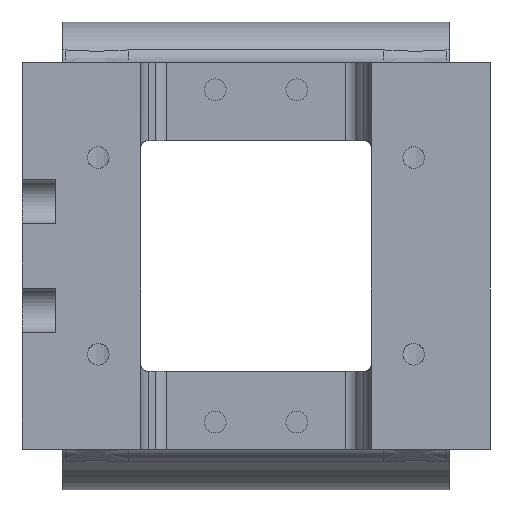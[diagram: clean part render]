
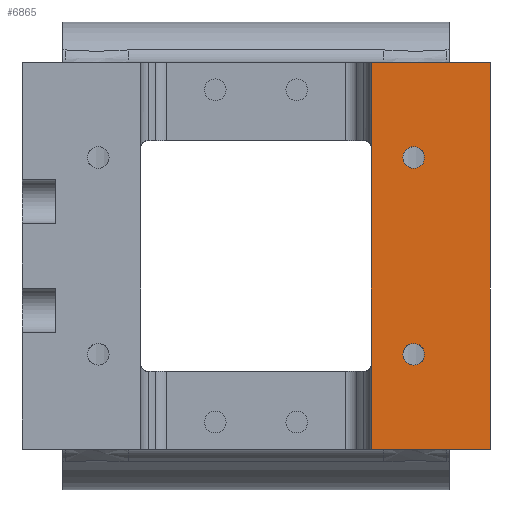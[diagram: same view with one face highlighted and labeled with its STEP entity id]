
A CAD part, front view. The second image highlights one B-rep face of the part: STEP entity #6865.
In plain terms, the highlighted planar face has unit normal (0, -1, 0).
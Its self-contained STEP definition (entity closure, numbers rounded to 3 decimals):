
#159 = FACE_BOUND ( 'NONE', #3642, .T. ) ;
#324 = VECTOR ( 'NONE', #1079, 1000. ) ;
#416 = EDGE_CURVE ( 'NONE', #7659, #1623, #8007, .T. ) ;
#556 = AXIS2_PLACEMENT_3D ( 'NONE', #4516, #2538, #7275 ) ;
#765 = ORIENTED_EDGE ( 'NONE', *, *, #3922, .F. ) ;
#1079 = DIRECTION ( 'NONE',  ( 0., 0., 1. ) ) ;
#1207 = VERTEX_POINT ( 'NONE', #2129 ) ;
#1553 = CARTESIAN_POINT ( 'NONE',  ( 17., -11., 28.5 ) ) ;
#1623 = VERTEX_POINT ( 'NONE', #2097 ) ;
#1756 = ORIENTED_EDGE ( 'NONE', *, *, #5545, .F. ) ;
#1872 = LINE ( 'NONE', #7209, #2724 ) ;
#1875 = DIRECTION ( 'NONE',  ( 0., 0., -1. ) ) ;
#1919 = ORIENTED_EDGE ( 'NONE', *, *, #6379, .F. ) ;
#2097 = CARTESIAN_POINT ( 'NONE',  ( 23.25, -11., 12.9 ) ) ;
#2129 = CARTESIAN_POINT ( 'NONE',  ( 23.25, -11., -12.9 ) ) ;
#2282 = DIRECTION ( 'NONE',  ( 0., 0., -1. ) ) ;
#2331 = CARTESIAN_POINT ( 'NONE',  ( 34.5, -11., 28.5 ) ) ;
#2498 = VECTOR ( 'NONE', #6790, 1000. ) ;
#2538 = DIRECTION ( 'NONE',  ( 0., -1., 0. ) ) ;
#2620 = DIRECTION ( 'NONE',  ( 0., 0., -1. ) ) ;
#2724 = VECTOR ( 'NONE', #8555, 1000. ) ;
#2872 = FACE_OUTER_BOUND ( 'NONE', #4336, .T. ) ;
#3012 = EDGE_CURVE ( 'NONE', #5166, #7013, #1872, .T. ) ;
#3155 = CARTESIAN_POINT ( 'NONE',  ( 23.25, -11., -16.1 ) ) ;
#3205 = EDGE_CURVE ( 'NONE', #7013, #5948, #5445, .T. ) ;
#3336 = VECTOR ( 'NONE', #1875, 1000. ) ;
#3346 = EDGE_CURVE ( 'NONE', #1623, #7659, #7958, .T. ) ;
#3404 = CIRCLE ( 'NONE', #3904, 1.6 ) ;
#3407 = ORIENTED_EDGE ( 'NONE', *, *, #3567, .F. ) ;
#3567 = EDGE_CURVE ( 'NONE', #5948, #4268, #8171, .T. ) ;
#3642 = EDGE_LOOP ( 'NONE', ( #1919, #1756 ) ) ;
#3660 = LINE ( 'NONE', #4628, #3336 ) ;
#3904 = AXIS2_PLACEMENT_3D ( 'NONE', #8517, #5833, #4502 ) ;
#3922 = EDGE_CURVE ( 'NONE', #4268, #5166, #3660, .T. ) ;
#4268 = VERTEX_POINT ( 'NONE', #2331 ) ;
#4336 = EDGE_LOOP ( 'NONE', ( #3407, #8518, #7528, #765 ) ) ;
#4367 = CIRCLE ( 'NONE', #556, 1.6 ) ;
#4442 = VERTEX_POINT ( 'NONE', #3155 ) ;
#4502 = DIRECTION ( 'NONE',  ( 0., 0., 1. ) ) ;
#4516 = CARTESIAN_POINT ( 'NONE',  ( 23.25, -11., -14.5 ) ) ;
#4628 = CARTESIAN_POINT ( 'NONE',  ( 34.5, -11., 28.5 ) ) ;
#4809 = CARTESIAN_POINT ( 'NONE',  ( 17., -11., -28.5 ) ) ;
#4865 = CARTESIAN_POINT ( 'NONE',  ( 17., -11., 28.5 ) ) ;
#5095 = ORIENTED_EDGE ( 'NONE', *, *, #3346, .F. ) ;
#5115 = AXIS2_PLACEMENT_3D ( 'NONE', #6620, #5193, #2620 ) ;
#5166 = VERTEX_POINT ( 'NONE', #5499 ) ;
#5193 = DIRECTION ( 'NONE',  ( 0., -1., 0. ) ) ;
#5249 = AXIS2_PLACEMENT_3D ( 'NONE', #7915, #5955, #6675 ) ;
#5445 = LINE ( 'NONE', #1553, #324 ) ;
#5478 = EDGE_LOOP ( 'NONE', ( #5095, #7029 ) ) ;
#5499 = CARTESIAN_POINT ( 'NONE',  ( 34.5, -11., -28.5 ) ) ;
#5507 = CARTESIAN_POINT ( 'NONE',  ( 23.25, -11., 14.5 ) ) ;
#5545 = EDGE_CURVE ( 'NONE', #1207, #4442, #4367, .T. ) ;
#5833 = DIRECTION ( 'NONE',  ( 0., -1., 0. ) ) ;
#5948 = VERTEX_POINT ( 'NONE', #6135 ) ;
#5955 = DIRECTION ( 'NONE',  ( 0., 1., 0. ) ) ;
#6135 = CARTESIAN_POINT ( 'NONE',  ( 17., -11., 28.5 ) ) ;
#6379 = EDGE_CURVE ( 'NONE', #4442, #1207, #3404, .T. ) ;
#6620 = CARTESIAN_POINT ( 'NONE',  ( 23.25, -11., 14.5 ) ) ;
#6675 = DIRECTION ( 'NONE',  ( 0., 0., 1. ) ) ;
#6790 = DIRECTION ( 'NONE',  ( 1., 0., 0. ) ) ;
#6865 = ADVANCED_FACE ( 'NONE', ( #7578, #159, #2872 ), #8643, .F. ) ;
#7013 = VERTEX_POINT ( 'NONE', #4809 ) ;
#7029 = ORIENTED_EDGE ( 'NONE', *, *, #416, .F. ) ;
#7209 = CARTESIAN_POINT ( 'NONE',  ( 17., -11., -28.5 ) ) ;
#7275 = DIRECTION ( 'NONE',  ( 0., 0., 1. ) ) ;
#7528 = ORIENTED_EDGE ( 'NONE', *, *, #3012, .F. ) ;
#7578 = FACE_BOUND ( 'NONE', #5478, .T. ) ;
#7601 = CARTESIAN_POINT ( 'NONE',  ( 23.25, -11., 16.1 ) ) ;
#7659 = VERTEX_POINT ( 'NONE', #7601 ) ;
#7915 = CARTESIAN_POINT ( 'NONE',  ( 0., -11., 0. ) ) ;
#7958 = CIRCLE ( 'NONE', #5115, 1.6 ) ;
#8007 = CIRCLE ( 'NONE', #8310, 1.6 ) ;
#8171 = LINE ( 'NONE', #4865, #2498 ) ;
#8297 = DIRECTION ( 'NONE',  ( 0., -1., 0. ) ) ;
#8310 = AXIS2_PLACEMENT_3D ( 'NONE', #5507, #8297, #2282 ) ;
#8517 = CARTESIAN_POINT ( 'NONE',  ( 23.25, -11., -14.5 ) ) ;
#8518 = ORIENTED_EDGE ( 'NONE', *, *, #3205, .F. ) ;
#8555 = DIRECTION ( 'NONE',  ( -1., 0., 0. ) ) ;
#8643 = PLANE ( 'NONE',  #5249 ) ;
